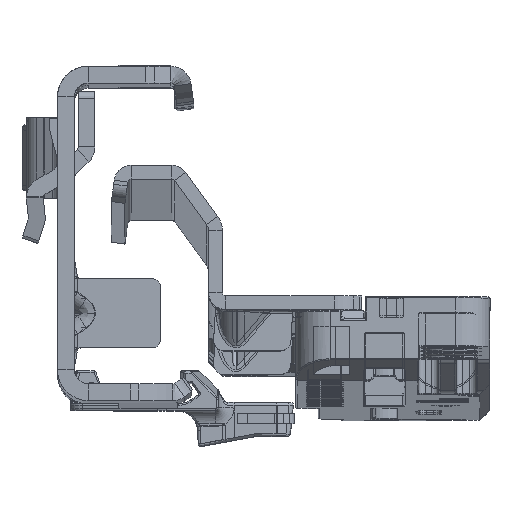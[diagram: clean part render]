
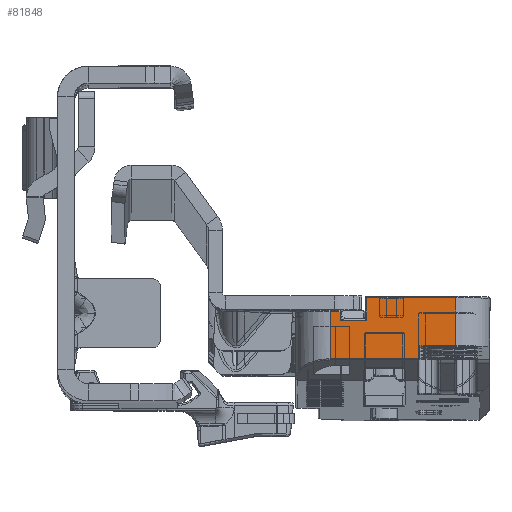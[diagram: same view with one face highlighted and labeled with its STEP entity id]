
A CAD part, top view. The second image highlights one B-rep face of the part: STEP entity #81848.
In plain terms, the highlighted face is planar.
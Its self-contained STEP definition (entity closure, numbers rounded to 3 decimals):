
#496 = LINE ( 'NONE', #58488, #2834 ) ;
#720 = VECTOR ( 'NONE', #112513, 1000. ) ;
#953 = CARTESIAN_POINT ( 'NONE',  ( -8.273, -6.785, -284.5 ) ) ;
#2834 = VECTOR ( 'NONE', #21770, 1000. ) ;
#4236 = FACE_OUTER_BOUND ( 'NONE', #5756, .T. ) ;
#4369 = ORIENTED_EDGE ( 'NONE', *, *, #121334, .T. ) ;
#5756 = EDGE_LOOP ( 'NONE', ( #85367, #30482, #46166, #25584, #23165, #78219, #100205, #15023, #110939, #51846, #4369, #26918 ) ) ;
#7125 = LINE ( 'NONE', #92797, #77983 ) ;
#7246 = VECTOR ( 'NONE', #70736, 1000. ) ;
#12023 = CARTESIAN_POINT ( 'NONE',  ( 19.8, 2.6, -284.5 ) ) ;
#13085 = VERTEX_POINT ( 'NONE', #26988 ) ;
#13957 = VERTEX_POINT ( 'NONE', #72465 ) ;
#14177 = CARTESIAN_POINT ( 'NONE',  ( -8.3, -6.669, -284.5 ) ) ;
#14873 = LINE ( 'NONE', #112046, #125860 ) ;
#15023 = ORIENTED_EDGE ( 'NONE', *, *, #74190, .T. ) ;
#15337 = LINE ( 'NONE', #33991, #720 ) ;
#15603 = DIRECTION ( 'NONE',  ( 0., 1., 0. ) ) ;
#16642 = CARTESIAN_POINT ( 'NONE',  ( 4.6, -6.785, -284.5 ) ) ;
#18896 = CARTESIAN_POINT ( 'NONE',  ( -8.3, -5., -284.5 ) ) ;
#21770 = DIRECTION ( 'NONE',  ( 1., 0., 0. ) ) ;
#22039 = VECTOR ( 'NONE', #15603, 1000. ) ;
#23165 = ORIENTED_EDGE ( 'NONE', *, *, #72242, .T. ) ;
#23535 = AXIS2_PLACEMENT_3D ( 'NONE', #68700, #68066, #47455 ) ;
#23607 = DIRECTION ( 'NONE',  ( 0., 0., 1. ) ) ;
#24726 = EDGE_CURVE ( 'NONE', #87263, #73187, #74805, .T. ) ;
#25584 = ORIENTED_EDGE ( 'NONE', *, *, #73449, .F. ) ;
#26918 = ORIENTED_EDGE ( 'NONE', *, *, #106000, .T. ) ;
#26988 = CARTESIAN_POINT ( 'NONE',  ( -8.5, -5., -284.5 ) ) ;
#29164 = DIRECTION ( 'NONE',  ( 1., 0., 0. ) ) ;
#29680 = CIRCLE ( 'NONE', #23535, 0.2 ) ;
#30463 = LINE ( 'NONE', #67193, #79311 ) ;
#30482 = ORIENTED_EDGE ( 'NONE', *, *, #85657, .T. ) ;
#31839 = CARTESIAN_POINT ( 'NONE',  ( 3.15, 0.1, -284.5 ) ) ;
#33970 = CARTESIAN_POINT ( 'NONE',  ( -8.3, -6.785, -284.5 ) ) ;
#33991 = CARTESIAN_POINT ( 'NONE',  ( 4.6, -242.444, -284.5 ) ) ;
#38850 = VERTEX_POINT ( 'NONE', #31839 ) ;
#42396 = VERTEX_POINT ( 'NONE', #88814 ) ;
#45806 = CARTESIAN_POINT ( 'NONE',  ( -13.7, 2., -284.5 ) ) ;
#46166 = ORIENTED_EDGE ( 'NONE', *, *, #101735, .T. ) ;
#47455 = DIRECTION ( 'NONE',  ( 1., 0., 0. ) ) ;
#47978 = CARTESIAN_POINT ( 'NONE',  ( -8.291, -6.749, -284.5 ) ) ;
#49578 = VERTEX_POINT ( 'NONE', #100705 ) ;
#49586 = VERTEX_POINT ( 'NONE', #953 ) ;
#49859 = EDGE_CURVE ( 'NONE', #87263, #13085, #106409, .T. ) ;
#51409 = CARTESIAN_POINT ( 'NONE',  ( -13.7, 2.1, -284.5 ) ) ;
#51846 = ORIENTED_EDGE ( 'NONE', *, *, #24726, .T. ) ;
#52550 = DIRECTION ( 'NONE',  ( 1., 0., 0. ) ) ;
#56442 = VERTEX_POINT ( 'NONE', #62609 ) ;
#58488 = CARTESIAN_POINT ( 'NONE',  ( 4.6, 0.1, -284.5 ) ) ;
#62227 = PLANE ( 'NONE',  #101550 ) ;
#62609 = CARTESIAN_POINT ( 'NONE',  ( 4.6, 0.1, -284.5 ) ) ;
#66666 = CARTESIAN_POINT ( 'NONE',  ( -8.273, -6.785, -284.5 ) ) ;
#67193 = CARTESIAN_POINT ( 'NONE',  ( 3.15, 0.1, -284.5 ) ) ;
#68066 = DIRECTION ( 'NONE',  ( 0., 0., 1. ) ) ;
#68700 = CARTESIAN_POINT ( 'NONE',  ( -8.5, -5.2, -284.5 ) ) ;
#70736 = DIRECTION ( 'NONE',  ( 1., 0., 0. ) ) ;
#71639 = VECTOR ( 'NONE', #29164, 1000. ) ;
#72242 = EDGE_CURVE ( 'NONE', #102794, #49586, #75151, .T. ) ;
#72465 = CARTESIAN_POINT ( 'NONE',  ( 3.15, -1.15, -284.5 ) ) ;
#73187 = VERTEX_POINT ( 'NONE', #51409 ) ;
#73263 = DIRECTION ( 'NONE',  ( -1., 0., 0. ) ) ;
#73440 = CARTESIAN_POINT ( 'NONE',  ( -13.7, -5., -284.5 ) ) ;
#73449 = EDGE_CURVE ( 'NONE', #102794, #56442, #15337, .T. ) ;
#74190 = EDGE_CURVE ( 'NONE', #49578, #13085, #29680, .T. ) ;
#74805 = LINE ( 'NONE', #45806, #22039 ) ;
#75151 = LINE ( 'NONE', #33970, #80691 ) ;
#75504 = EDGE_CURVE ( 'NONE', #86167, #13957, #119615, .T. ) ;
#76347 = CARTESIAN_POINT ( 'NONE',  ( -8.3, -6.71, -284.5 ) ) ;
#77983 = VECTOR ( 'NONE', #85674, 1000. ) ;
#78219 = ORIENTED_EDGE ( 'NONE', *, *, #111598, .T. ) ;
#79311 = VECTOR ( 'NONE', #106441, 1000. ) ;
#80691 = VECTOR ( 'NONE', #73263, 1000. ) ;
#81848 = ADVANCED_FACE ( 'NONE', ( #4236 ), #62227, .F. ) ;
#82465 = DIRECTION ( 'NONE',  ( 0., -1., 0. ) ) ;
#82870 =( BOUNDED_CURVE ( )  B_SPLINE_CURVE ( 3, ( #66666, #47978, #76347, #117482 ),
 .UNSPECIFIED., .F., .T. ) 
 B_SPLINE_CURVE_WITH_KNOTS ( ( 4, 4 ),
 ( 1.047, 1.571 ),
 .UNSPECIFIED. ) 
 CURVE ( )  GEOMETRIC_REPRESENTATION_ITEM ( )  RATIONAL_B_SPLINE_CURVE ( ( 1., 0.977, 0.977, 1. ) ) 
 REPRESENTATION_ITEM ( '' )  );
#85367 = ORIENTED_EDGE ( 'NONE', *, *, #75504, .T. ) ;
#85657 = EDGE_CURVE ( 'NONE', #13957, #38850, #30463, .T. ) ;
#85674 = DIRECTION ( 'NONE',  ( 1., 0., 0. ) ) ;
#86167 = VERTEX_POINT ( 'NONE', #110122 ) ;
#86309 = VERTEX_POINT ( 'NONE', #14177 ) ;
#87263 = VERTEX_POINT ( 'NONE', #73440 ) ;
#88814 = CARTESIAN_POINT ( 'NONE',  ( -0.75, 2.1, -284.5 ) ) ;
#92797 = CARTESIAN_POINT ( 'NONE',  ( -0.7, 2.1, -284.5 ) ) ;
#100205 = ORIENTED_EDGE ( 'NONE', *, *, #122907, .F. ) ;
#100705 = CARTESIAN_POINT ( 'NONE',  ( -8.3, -5.2, -284.5 ) ) ;
#100738 = LINE ( 'NONE', #101370, #111236 ) ;
#100933 = CARTESIAN_POINT ( 'NONE',  ( 19.8, -1.15, -284.5 ) ) ;
#101370 = CARTESIAN_POINT ( 'NONE',  ( -8.3, 0., -284.5 ) ) ;
#101550 = AXIS2_PLACEMENT_3D ( 'NONE', #12023, #23607, #52550 ) ;
#101735 = EDGE_CURVE ( 'NONE', #38850, #56442, #496, .T. ) ;
#102794 = VERTEX_POINT ( 'NONE', #16642 ) ;
#106000 = EDGE_CURVE ( 'NONE', #42396, #86167, #14873, .T. ) ;
#106409 = LINE ( 'NONE', #18896, #71639 ) ;
#106441 = DIRECTION ( 'NONE',  ( 0., 1., 0. ) ) ;
#110122 = CARTESIAN_POINT ( 'NONE',  ( -0.75, -1.15, -284.5 ) ) ;
#110939 = ORIENTED_EDGE ( 'NONE', *, *, #49859, .F. ) ;
#111236 = VECTOR ( 'NONE', #121305, 1000. ) ;
#111598 = EDGE_CURVE ( 'NONE', #49586, #86309, #82870, .T. ) ;
#112046 = CARTESIAN_POINT ( 'NONE',  ( -0.75, -0.9, -284.5 ) ) ;
#112513 = DIRECTION ( 'NONE',  ( 0., 1., 0. ) ) ;
#117482 = CARTESIAN_POINT ( 'NONE',  ( -8.3, -6.669, -284.5 ) ) ;
#119615 = LINE ( 'NONE', #100933, #7246 ) ;
#121305 = DIRECTION ( 'NONE',  ( 0., -1., 0. ) ) ;
#121334 = EDGE_CURVE ( 'NONE', #73187, #42396, #7125, .T. ) ;
#122907 = EDGE_CURVE ( 'NONE', #49578, #86309, #100738, .T. ) ;
#125860 = VECTOR ( 'NONE', #82465, 1000. ) ;
